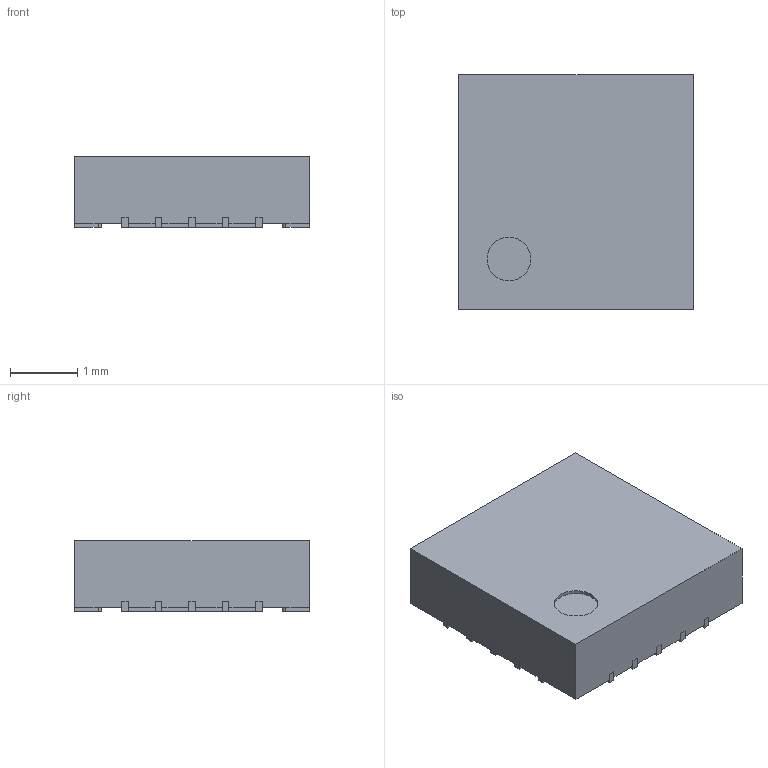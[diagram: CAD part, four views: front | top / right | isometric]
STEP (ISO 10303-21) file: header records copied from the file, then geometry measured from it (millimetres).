
FILE_DESCRIPTION (( 'STEP AP214' ), '1' );
FILE_NAME ('User Library-S-PVQFN-N20.STEP', '2019-05-22T08:22:45', ( '' ), ( '' ), 'SwSTEP 2.0', 'SolidWorks 2019', '' );
FILE_SCHEMA (( 'AUTOMOTIVE_DESIGN' ));
Length unit declared in the file: millimetre
Products named in the file (1): User Library-S-PVQFN-N20
Bounding box: 3.5 x 3.5 x 1.05 mm (x, y, z)
Volume: 12.5 mm3; surface area: 54.5 mm2
Topology: 22 solids, 22 shells, 240 faces, 582 edges, 388 vertices
Faces by surface type: plane 178, cylinder 62
Entity records: 8786 total; most frequent: CARTESIAN_POINT 1211, DIRECTION 1188, ORIENTED_EDGE 1164, EDGE_CURVE 582, VECTOR 458, LINE 458, VERTEX_POINT 388, AXIS2_PLACEMENT_3D 365
